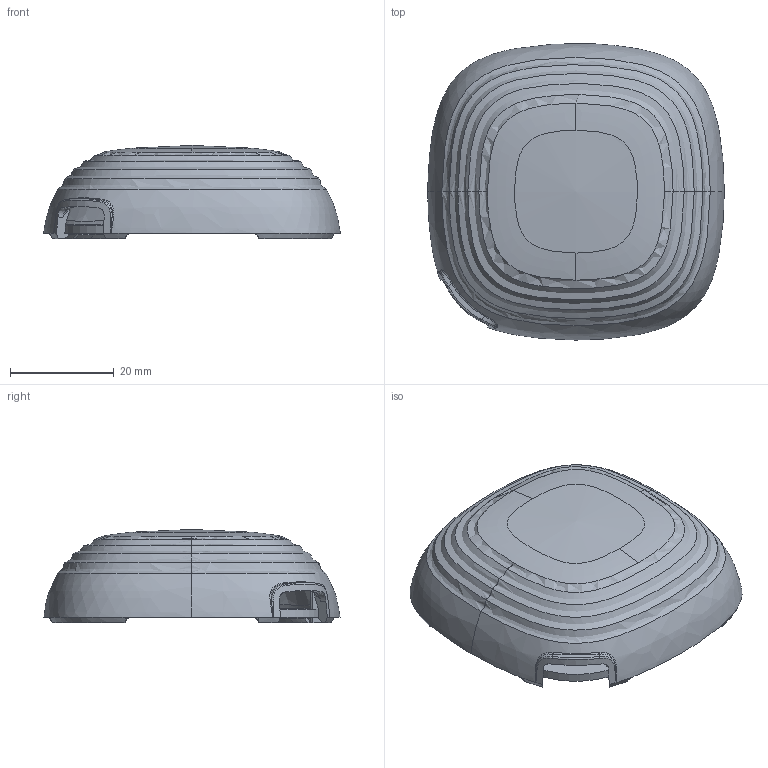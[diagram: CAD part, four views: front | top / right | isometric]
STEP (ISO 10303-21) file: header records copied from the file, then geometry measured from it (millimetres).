
FILE_DESCRIPTION (( 'STEP AP214' ), '1' );
FILE_NAME ('Äàò÷èê ïðîòå÷êè ïðîâîäíîé Stahlmann.STEP', '2024-05-14T13:05:08', ( '' ), ( '' ), 'SwSTEP 2.0', 'SolidWorks 2020', '' );
FILE_SCHEMA (( 'AUTOMOTIVE_DESIGN' ));
Length unit declared in the file: millimetre
Products named in the file (15): Äàò÷èê ïðîòå÷êè ïðîâîäíîé Stahlmann; Ã.ÐÒË.918.00.01.000 ÑÁ Ìîäóëü óïðàâëåíèÿ_00; User_Library-RES_3216-1206_4; OKF10.00-00.001 Íàêëåéêà ¹ ïàðòèè; User_Library-RES_3216-1206_2; Ã.ÐÒË.918.00.00.001 Êîðïóñ_00; R2; X2; X1; User_Library-RES_3216-1206; User_Library-RES_3216-1206_3; R1; Open CASCADE STEP translator 6.8 1.1.1; RJ114p4c; Board
Assembly tree (19 placements, depth 4):
  Äàò÷èê ïðîòå÷êè ïðîâîäíîé Stahlmann
    Ã.ÐÒË.918.00.00.001 Êîðïóñ_00
    Ã.ÐÒË.918.00.01.000 ÑÁ Ìîäóëü óïðàâëåíèÿ_00
      Board
        Open CASCADE STEP translator 6.8 1.1.1
      X2
        RJ114p4c
      X1
        RJ114p4c
      R2
        User_Library-RES_3216-1206_2
        User_Library-RES_3216-1206_4
        User_Library-RES_3216-1206_3
        User_Library-RES_3216-1206
      R1
        User_Library-RES_3216-1206_2
        User_Library-RES_3216-1206_4
        User_Library-RES_3216-1206_3
        User_Library-RES_3216-1206
    OKF10.00-00.001 Íàêëåéêà ¹ ïàðòèè
Bounding box: 57.28 x 57.18 x 17.97 mm (x, y, z)
Volume: 14620.6 mm3; surface area: 18798.2 mm2
Topology: 13 solids, 13 shells, 910 faces, 2540 edges, 1665 vertices
Faces by surface type: plane 622, bspline 180, cylinder 57, cone 51
Entity records: 64843 total; most frequent: CARTESIAN_POINT 47674, ORIENTED_EDGE 3728, DIRECTION 2452, EDGE_CURVE 1864, VERTEX_POINT 1223, LINE 1112, VECTOR 1112, EDGE_LOOP 683
